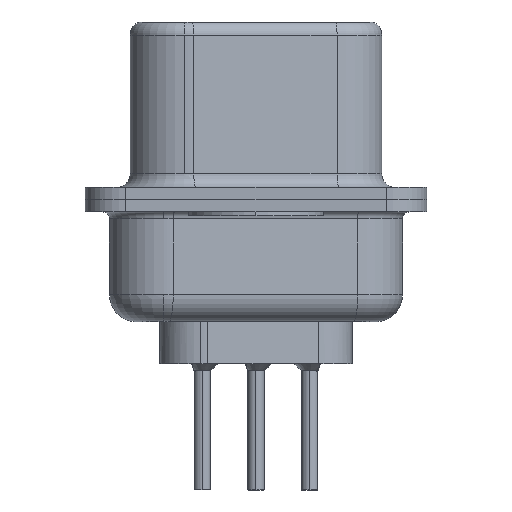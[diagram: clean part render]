
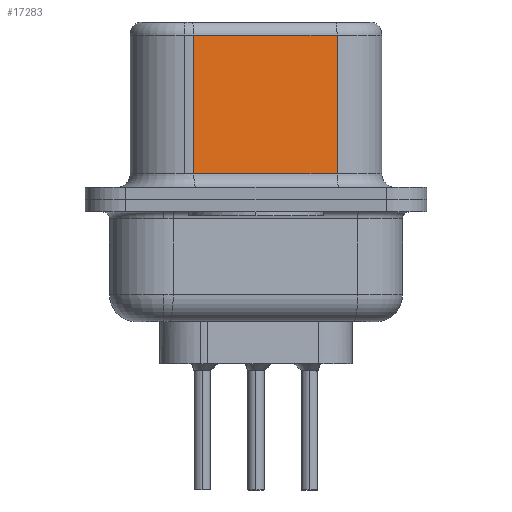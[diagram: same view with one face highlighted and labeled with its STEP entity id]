
A CAD part, left-side view. The second image highlights one B-rep face of the part: STEP entity #17283.
In plain terms, the highlighted planar face has unit normal (-0.985, -0.174, 0).
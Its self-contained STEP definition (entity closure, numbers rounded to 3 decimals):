
#844 = EDGE_CURVE ( 'NONE', #17558, #6474, #23087, .T. ) ;
#1477 = VECTOR ( 'NONE', #13577, 1000. ) ;
#1907 = LINE ( 'NONE', #21560, #24518 ) ;
#2131 = VERTEX_POINT ( 'NONE', #5802 ) ;
#3060 = DIRECTION ( 'NONE',  ( -0.174, 0.985, 0. ) ) ;
#4538 = CARTESIAN_POINT ( 'NONE',  ( 3.615, 2.293, 6.07 ) ) ;
#5203 = CARTESIAN_POINT ( 'NONE',  ( 4.546, -2.987, 0.95 ) ) ;
#5802 = CARTESIAN_POINT ( 'NONE',  ( 3.615, 2.293, 0.95 ) ) ;
#6474 = VERTEX_POINT ( 'NONE', #4538 ) ;
#7493 = CARTESIAN_POINT ( 'NONE',  ( 4.546, -2.987, 6.57 ) ) ;
#9686 = VECTOR ( 'NONE', #3060, 1000. ) ;
#10039 = EDGE_CURVE ( 'NONE', #2131, #23805, #13270, .T. ) ;
#11761 = LINE ( 'NONE', #15763, #1477 ) ;
#12101 = CARTESIAN_POINT ( 'NONE',  ( 4.546, -2.987, 6.07 ) ) ;
#12111 = ORIENTED_EDGE ( 'NONE', *, *, #24620, .T. ) ;
#13270 = LINE ( 'NONE', #5203, #16507 ) ;
#13577 = DIRECTION ( 'NONE',  ( 0., 0., -1. ) ) ;
#14454 = EDGE_CURVE ( 'NONE', #17558, #23805, #1907, .T. ) ;
#15015 = PLANE ( 'NONE',  #16710 ) ;
#15401 = DIRECTION ( 'NONE',  ( 0.985, 0.174, 0. ) ) ;
#15517 = EDGE_LOOP ( 'NONE', ( #17058, #20737, #12111, #16005 ) ) ;
#15763 = CARTESIAN_POINT ( 'NONE',  ( 3.615, 2.293, 6.57 ) ) ;
#16005 = ORIENTED_EDGE ( 'NONE', *, *, #10039, .T. ) ;
#16507 = VECTOR ( 'NONE', #17026, 1000. ) ;
#16710 = AXIS2_PLACEMENT_3D ( 'NONE', #7493, #15401, #16969 ) ;
#16969 = DIRECTION ( 'NONE',  ( -0.174, 0.985, 0. ) ) ;
#17026 = DIRECTION ( 'NONE',  ( 0.174, -0.985, 0. ) ) ;
#17058 = ORIENTED_EDGE ( 'NONE', *, *, #14454, .F. ) ;
#17283 = ADVANCED_FACE ( 'NONE', ( #21137 ), #15015, .F. ) ;
#17558 = VERTEX_POINT ( 'NONE', #12101 ) ;
#20737 = ORIENTED_EDGE ( 'NONE', *, *, #844, .T. ) ;
#20747 = CARTESIAN_POINT ( 'NONE',  ( 4.546, -2.987, 6.07 ) ) ;
#21137 = FACE_OUTER_BOUND ( 'NONE', #15517, .T. ) ;
#21560 = CARTESIAN_POINT ( 'NONE',  ( 4.546, -2.987, 6.57 ) ) ;
#23087 = LINE ( 'NONE', #20747, #9686 ) ;
#23488 = DIRECTION ( 'NONE',  ( 0., 0., -1. ) ) ;
#23805 = VERTEX_POINT ( 'NONE', #25579 ) ;
#24518 = VECTOR ( 'NONE', #23488, 1000. ) ;
#24620 = EDGE_CURVE ( 'NONE', #6474, #2131, #11761, .T. ) ;
#25579 = CARTESIAN_POINT ( 'NONE',  ( 4.546, -2.987, 0.95 ) ) ;
